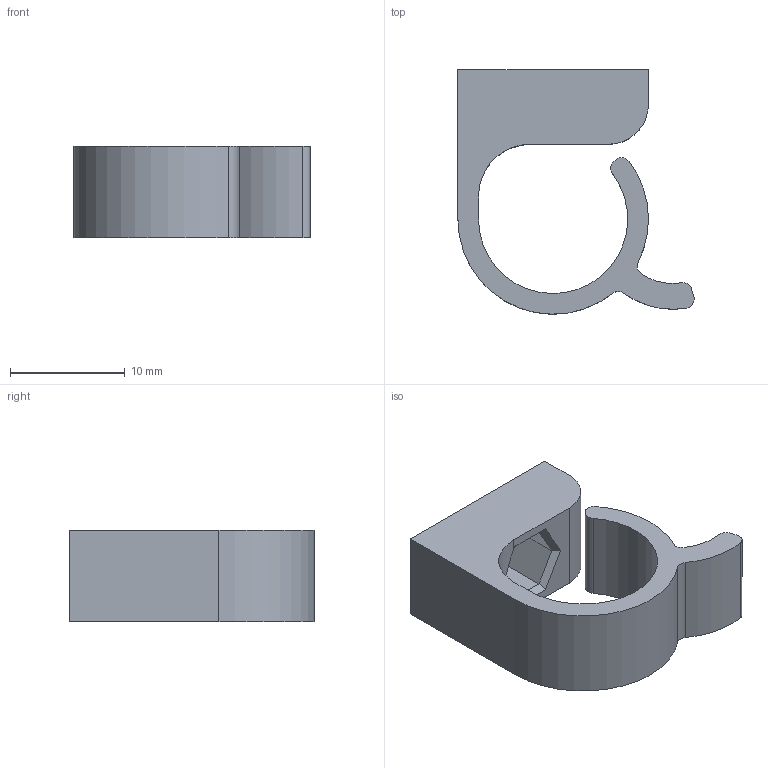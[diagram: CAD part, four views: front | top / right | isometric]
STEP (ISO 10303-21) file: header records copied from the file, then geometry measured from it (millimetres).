
FILE_DESCRIPTION(/* description */ (''),/* implementation_level */ '2;1');
FILE_NAME(/* name */ 'Electronics Panel M3 Cable Clip.step',/* time_stamp */ '2021-07-21T14:23:13+01:00',/* author */ (''),/* organization */ (''),/* preprocessor_version */ 'ST-DEVELOPER v18.1',/* originating_system */ 'Autodesk Translation Framework v10.9.0.1377',/* authorisation */ '');
FILE_SCHEMA (('AUTOMOTIVE_DESIGN { 1 0 10303 214 3 1 1 }'));
Length unit declared in the file: millimetre
Products named in the file (1): Cable Manage Nut Clip
Bounding box: 20.58 x 21.3 x 8 mm (x, y, z)
Volume: 1340.8 mm3; surface area: 1455.9 mm2
Topology: 1 solids, 1 shells, 42 faces, 110 edges, 70 vertices
Faces by surface type: plane 22, cylinder 14, bspline 6
Full cylindrical faces by diameter (mm): 3.5 x1
Entity records: 1407 total; most frequent: CARTESIAN_POINT 355, ORIENTED_EDGE 220, DIRECTION 199, EDGE_CURVE 110, VERTEX_POINT 70, LINE 69, VECTOR 69, AXIS2_PLACEMENT_3D 65
